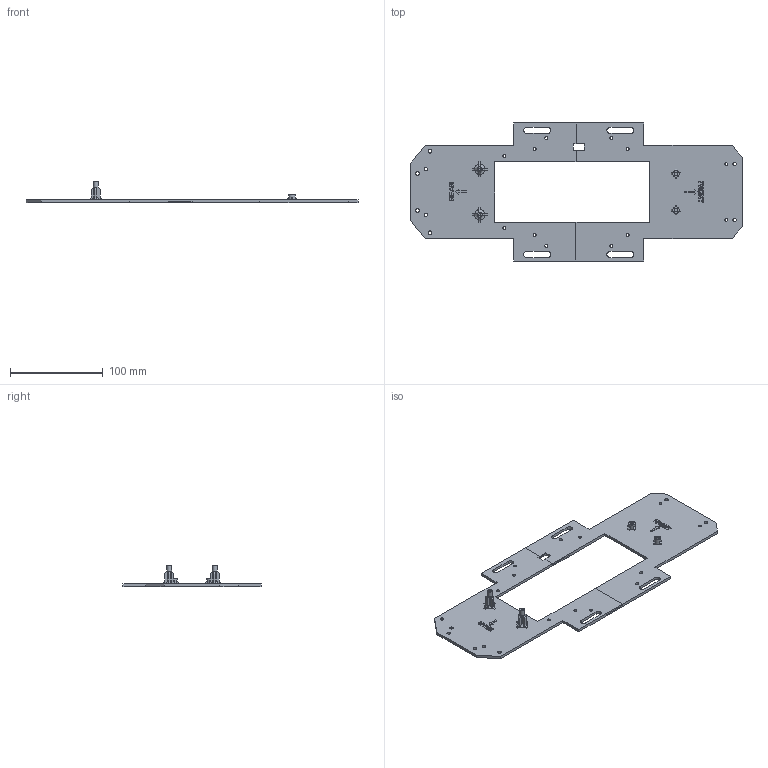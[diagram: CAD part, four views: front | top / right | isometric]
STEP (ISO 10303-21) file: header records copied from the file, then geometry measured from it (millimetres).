
FILE_DESCRIPTION(/* description */ (''),/* implementation_level */ '2;1');
FILE_NAME(/* name */ 'Dingo Base Plate Front v17.step',/* time_stamp */ '2023-08-11T18:41:06-05:00',/* author */ (''),/* organization */ (''),/* preprocessor_version */ 'ST-DEVELOPER v20',/* originating_system */ 'Autodesk Translation Framework v12.9.0.99',/* authorisation */ '');
FILE_SCHEMA (('AUTOMOTIVE_DESIGN { 1 0 10303 214 3 1 1 }'));
Length unit declared in the file: millimetre
Products named in the file (3): Dingo Base Plate; Torso base plate; Back
Assembly tree (2 placements, depth 2):
  Dingo Base Plate
    Torso base plate
    Back
Bounding box: 357 x 148.4 x 23 mm (x, y, z)
Volume: 92221.4 mm3; surface area: 72411 mm2
Topology: 2 solids, 10 shells, 398 faces, 1044 edges, 690 vertices
Faces by surface type: plane 272, bspline 66, cylinder 52, torus 8
Full cylindrical faces by diameter (mm): 2.3 x2, 3 x2, 3.2 x10, 3.8 x10, 5 x2, 7 x2
Entity records: 13057 total; most frequent: CARTESIAN_POINT 3403, ORIENTED_EDGE 2088, DIRECTION 1714, EDGE_CURVE 1044, LINE 752, VECTOR 752, VERTEX_POINT 690, AXIS2_PLACEMENT_3D 481
